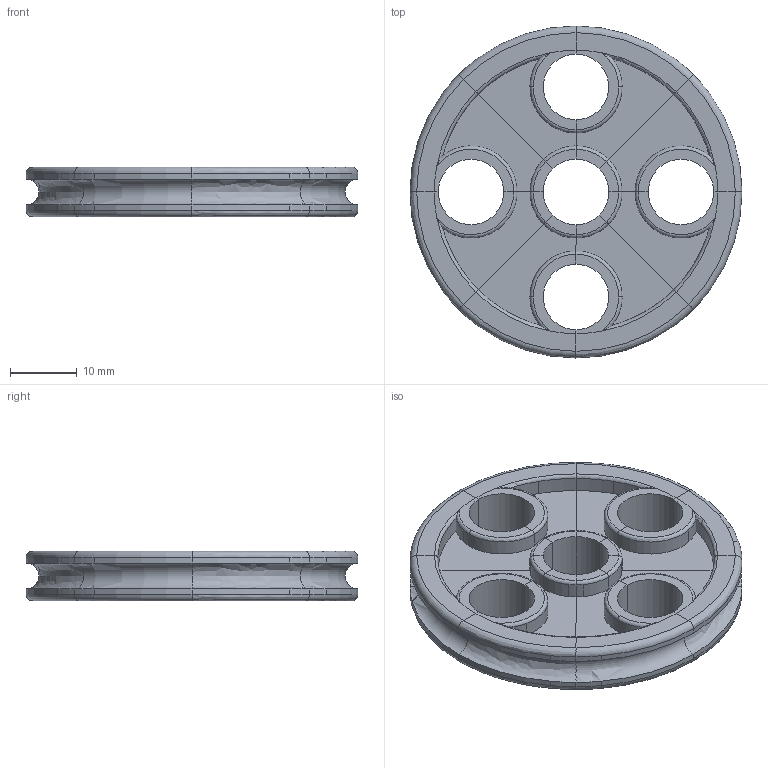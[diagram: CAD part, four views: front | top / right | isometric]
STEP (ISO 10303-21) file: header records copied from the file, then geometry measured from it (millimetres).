
FILE_DESCRIPTION((''),'2;1');
FILE_NAME('FO.stp','2020-04-21T00:32:31',(''),(''),'AutoCAD STEP 2000i','AutoCAD 2000i',', , ');
FILE_SCHEMA(('CONFIG_CONTROL_DESIGN'));
Length unit declared in the file: millimetre
Products named in the file (2): FO; PART1
Assembly tree (1 placements, depth 2):
  FO
    PART1
Bounding box: 49.92 x 49.92 x 7.5 mm (x, y, z)
Volume: 7232.7 mm3; surface area: 6908.4 mm2
Topology: 1 solids, 1 shells, 288 faces, 688 edges, 392 vertices
Faces by surface type: bspline 120, cylinder 96, torus 40, cone 32
Entity records: 9949 total; most frequent: CARTESIAN_POINT 3423, DIRECTION 1420, ORIENTED_EDGE 1376, EDGE_CURVE 688, AXIS2_PLACEMENT_3D 598, CIRCLE 428, VERTEX_POINT 392, EDGE_LOOP 288
